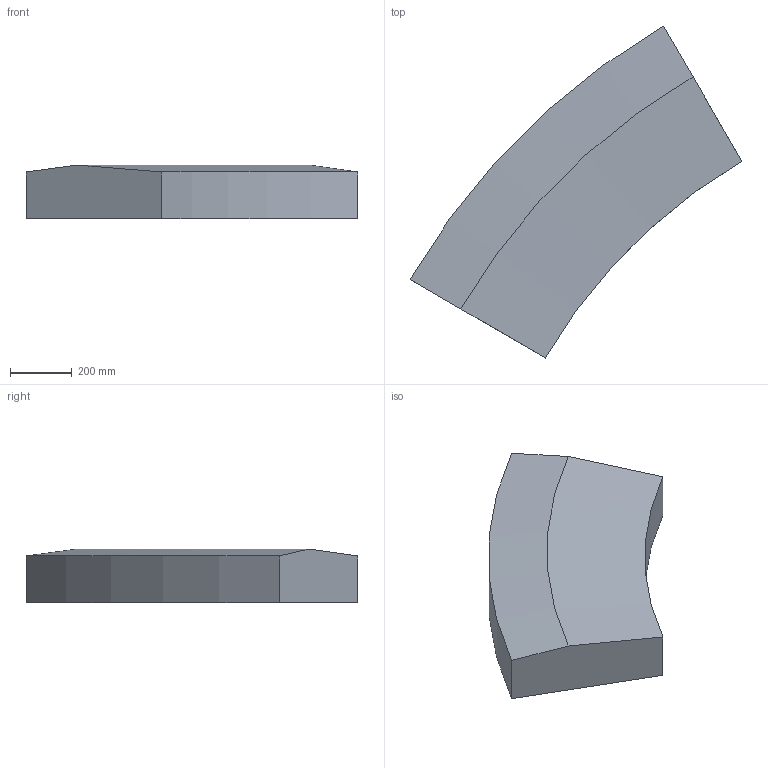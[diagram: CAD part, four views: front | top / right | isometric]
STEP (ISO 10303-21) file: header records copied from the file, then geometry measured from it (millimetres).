
FILE_DESCRIPTION(/* description */ (''),/* implementation_level */ '2;1');
FILE_NAME(/* name */ 'T - RCAP - 6.step',/* time_stamp */ '2022-04-06T12:41:10-05:00',/* author */ (''),/* organization */ (''),/* preprocessor_version */ 'ST-DEVELOPER v18.1',/* originating_system */ 'Autodesk Translation Framework v10.14.0.1471',/* authorisation */ '');
FILE_SCHEMA (('AUTOMOTIVE_DESIGN { 1 0 10303 214 3 1 1 }'));
Length unit declared in the file: inch
Products named in the file (1): T - RCAP - 6
Bounding box: 1077.1 x 1077.1 x 174.62 mm (x, y, z)
Volume: 86806900.5 mm3; surface area: 1547672.7 mm2
Topology: 1 solids, 1 shells, 7 faces, 15 edges, 10 vertices
Faces by surface type: plane 3, cone 2, cylinder 2
Entity records: 227 total; most frequent: CARTESIAN_POINT 37, DIRECTION 34, ORIENTED_EDGE 30, EDGE_CURVE 15, AXIS2_PLACEMENT_3D 13, VERTEX_POINT 10, LINE 8, VECTOR 8
